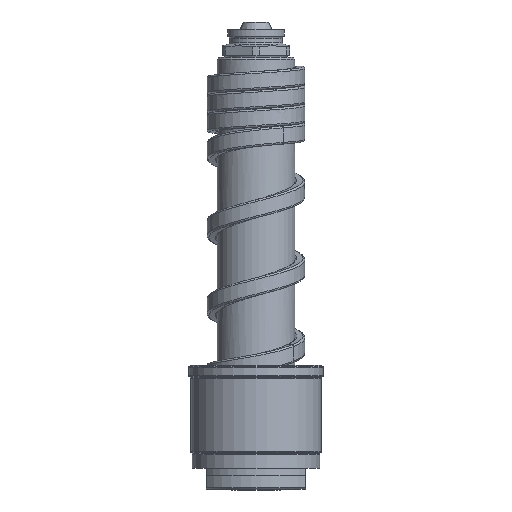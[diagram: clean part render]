
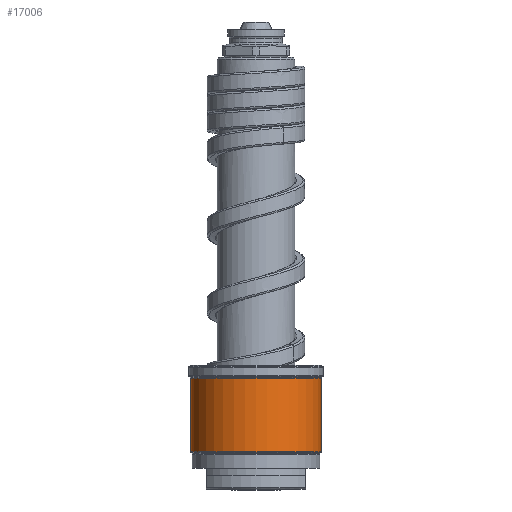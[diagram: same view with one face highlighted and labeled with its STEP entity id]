
A CAD part, front view. The second image highlights one B-rep face of the part: STEP entity #17006.
In plain terms, the highlighted cylindrical face has radius 18.5 mm (diameter 37 mm), a partial arc.
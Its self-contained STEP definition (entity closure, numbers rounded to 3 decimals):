
#6407=CARTESIAN_POINT('',(0.,0.,10.583));
#6408=DIRECTION('',(0.,0.,1.));
#6409=DIRECTION('',(-1.,0.,0.));
#6410=AXIS2_PLACEMENT_3D('',#6407,#6408,#6409);
#6412=DIRECTION('',(0.,0.,-1.));
#6413=VECTOR('',#6412,20.834);
#6414=CARTESIAN_POINT('',(-18.5,0.,31.417));
#6415=LINE('',#6414,#6413);
#6416=CARTESIAN_POINT('',(0.,0.,31.417));
#6417=DIRECTION('',(0.,0.,1.));
#6418=DIRECTION('',(-1.,0.,0.));
#6419=AXIS2_PLACEMENT_3D('',#6416,#6417,#6418);
#6421=DIRECTION('',(0.,0.,-1.));
#6422=VECTOR('',#6421,20.834);
#6423=CARTESIAN_POINT('',(18.5,0.,31.417));
#6424=LINE('',#6423,#6422);
#6761=CARTESIAN_POINT('',(18.5,0.,31.417));
#6762=CARTESIAN_POINT('',(-18.5,0.,31.417));
#6763=VERTEX_POINT('',#6761);
#6764=VERTEX_POINT('',#6762);
#6787=CARTESIAN_POINT('',(18.5,0.,10.583));
#6788=VERTEX_POINT('',#6787);
#6789=CARTESIAN_POINT('',(-18.5,0.,10.583));
#6790=VERTEX_POINT('',#6789);
#16994=CARTESIAN_POINT('',(0.,0.,8.75));
#16995=DIRECTION('',(0.,0.,1.));
#16996=DIRECTION('',(-1.,0.,0.));
#16997=AXIS2_PLACEMENT_3D('',#16994,#16995,#16996);
#16998=CYLINDRICAL_SURFACE('',#16997,18.5);
#16999=ORIENTED_EDGE('',*,*,#15139,.F.);
#17000=ORIENTED_EDGE('',*,*,#15120,.F.);
#17002=ORIENTED_EDGE('',*,*,#17001,.T.);
#17003=ORIENTED_EDGE('',*,*,#15116,.T.);
#17004=EDGE_LOOP('',(#16999,#17000,#17002,#17003));
#17005=FACE_OUTER_BOUND('',#17004,.F.);
#6411=CIRCLE('',#6410,18.5);
#6420=CIRCLE('',#6419,18.5);
#15116=EDGE_CURVE('',#6763,#6788,#6424,.T.);
#15120=EDGE_CURVE('',#6764,#6790,#6415,.T.);
#15139=EDGE_CURVE('',#6790,#6788,#6411,.T.);
#17001=EDGE_CURVE('',#6764,#6763,#6420,.T.);
#17006=ADVANCED_FACE('',(#17005),#16998,.T.);
